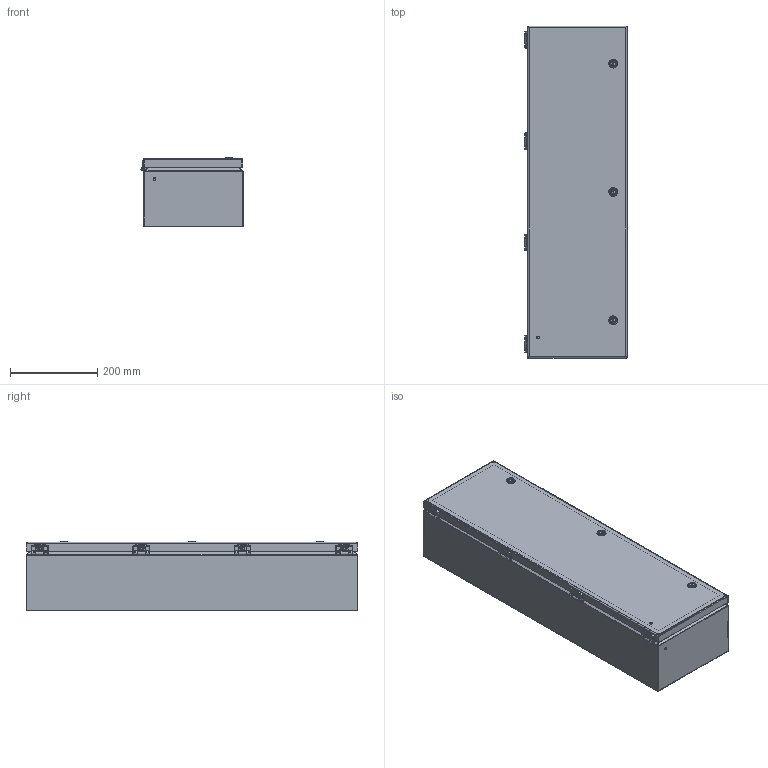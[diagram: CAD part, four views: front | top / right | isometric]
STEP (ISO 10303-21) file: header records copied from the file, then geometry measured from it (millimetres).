
FILE_DESCRIPTION (( 'STEP AP214' ), '1' );
FILE_NAME ('SCE-L9306ELJ.STEP', '2023-03-21T17:28:25', ( '' ), ( '' ), 'SwSTEP 2.0', 'SolidWorks 2021', '' );
FILE_SCHEMA (( 'AUTOMOTIVE_DESIGN' ));
Length unit declared in the file: inch
Products named in the file (1): SCE-L9306ELJ
Bounding box: 234.18 x 762.1 x 159.92 mm (x, y, z)
Volume: 1444468.1 mm3; surface area: 1768356.8 mm2
Topology: 60 solids, 60 shells, 3435 faces, 8484 edges, 5035 vertices
Faces by surface type: plane 1403, bspline 1109, cylinder 842, cone 74, torus 7
Full cylindrical faces by diameter (mm): 3.81 x4, 3.962 x4, 4.013 x12, 4.166 x4, 4.318 x4, 4.42 x4, 4.775 x8, 4.826 x9, 5.08 x3, 5.537 x2, 6.058 x3, 6.35 x10, 6.463 x3, 6.502 x2, 6.604 x4, 6.824 x3, 7.112 x6, 7.167 x3, 7.216 x8, 7.874 x3, 8.28 x3, 8.89 x3, 9.474 x6, 10.922 x3, 11.684 x3, 12.065 x3, 12.17 x4, 16.002 x3, 20.018 x3
Entity records: 159344 total; most frequent: CARTESIAN_POINT 90701, ORIENTED_EDGE 15994, DIRECTION 10445, EDGE_CURVE 7997, VERTEX_POINT 4972, EDGE_LOOP 3833, AXIS2_PLACEMENT_3D 3776, FACE_OUTER_BOUND 3605
